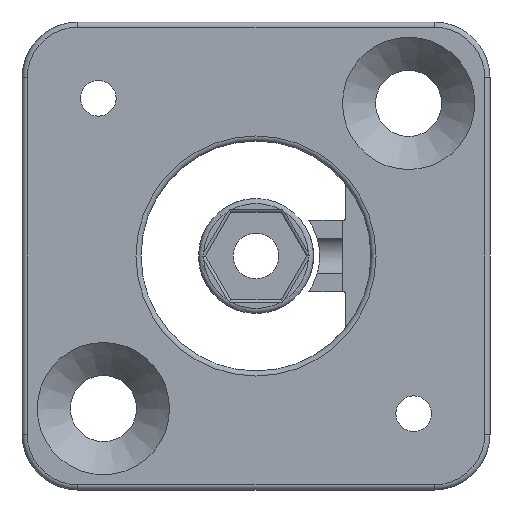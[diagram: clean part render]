
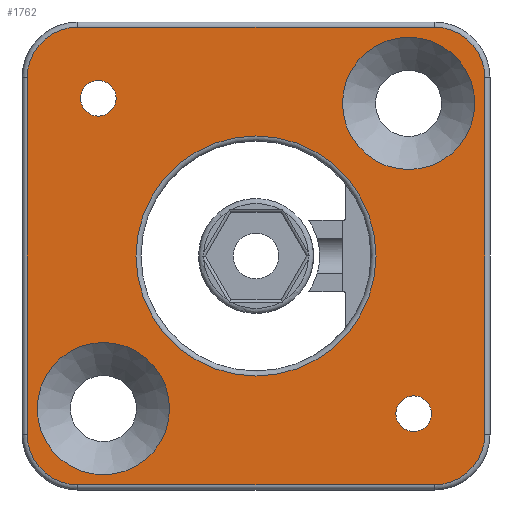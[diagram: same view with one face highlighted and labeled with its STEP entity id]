
A CAD part, front view. The second image highlights one B-rep face of the part: STEP entity #1762.
In plain terms, the highlighted planar face has unit normal (0, -1, 0).
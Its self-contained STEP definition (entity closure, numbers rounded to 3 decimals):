
#43=FACE_BOUND('',#293,.T.);
#44=FACE_BOUND('',#294,.T.);
#45=FACE_BOUND('',#295,.T.);
#46=FACE_BOUND('',#296,.T.);
#47=FACE_BOUND('',#297,.T.);
#185=FACE_OUTER_BOUND('',#292,.T.);
#292=EDGE_LOOP('',(#1499,#1500,#1501,#1502,#1503,#1504,#1505,#1506));
#293=EDGE_LOOP('',(#1507));
#294=EDGE_LOOP('',(#1508));
#295=EDGE_LOOP('',(#1509));
#296=EDGE_LOOP('',(#1510));
#297=EDGE_LOOP('',(#1511,#1512));
#390=CIRCLE('',#1936,11.8);
#391=CIRCLE('',#1937,11.8);
#393=CIRCLE('',#1940,5.);
#394=CIRCLE('',#1941,5.);
#395=CIRCLE('',#1942,5.);
#396=CIRCLE('',#1943,5.);
#397=CIRCLE('',#1944,6.5);
#398=CIRCLE('',#1945,1.75);
#399=CIRCLE('',#1946,1.75);
#400=CIRCLE('',#1947,6.5);
#528=LINE('',#3316,#667);
#529=LINE('',#3320,#668);
#530=LINE('',#3324,#669);
#531=LINE('',#3327,#670);
#667=VECTOR('',#2369,10.);
#668=VECTOR('',#2372,10.);
#669=VECTOR('',#2375,10.);
#670=VECTOR('',#2378,10.);
#826=VERTEX_POINT('',#3305);
#827=VERTEX_POINT('',#3307);
#828=VERTEX_POINT('',#3312);
#829=VERTEX_POINT('',#3313);
#830=VERTEX_POINT('',#3315);
#831=VERTEX_POINT('',#3317);
#832=VERTEX_POINT('',#3319);
#833=VERTEX_POINT('',#3321);
#834=VERTEX_POINT('',#3323);
#835=VERTEX_POINT('',#3325);
#836=VERTEX_POINT('',#3328);
#837=VERTEX_POINT('',#3330);
#838=VERTEX_POINT('',#3332);
#839=VERTEX_POINT('',#3334);
#1054=EDGE_CURVE('',#826,#827,#390,.T.);
#1055=EDGE_CURVE('',#827,#826,#391,.T.);
#1057=EDGE_CURVE('',#828,#829,#393,.T.);
#1058=EDGE_CURVE('',#830,#828,#528,.T.);
#1059=EDGE_CURVE('',#831,#830,#394,.T.);
#1060=EDGE_CURVE('',#832,#831,#529,.T.);
#1061=EDGE_CURVE('',#833,#832,#395,.T.);
#1062=EDGE_CURVE('',#834,#833,#530,.T.);
#1063=EDGE_CURVE('',#835,#834,#396,.T.);
#1064=EDGE_CURVE('',#829,#835,#531,.T.);
#1065=EDGE_CURVE('',#836,#836,#397,.T.);
#1066=EDGE_CURVE('',#837,#837,#398,.T.);
#1067=EDGE_CURVE('',#838,#838,#399,.T.);
#1068=EDGE_CURVE('',#839,#839,#400,.T.);
#1499=ORIENTED_EDGE('',*,*,#1057,.F.);
#1500=ORIENTED_EDGE('',*,*,#1058,.F.);
#1501=ORIENTED_EDGE('',*,*,#1059,.F.);
#1502=ORIENTED_EDGE('',*,*,#1060,.F.);
#1503=ORIENTED_EDGE('',*,*,#1061,.F.);
#1504=ORIENTED_EDGE('',*,*,#1062,.F.);
#1505=ORIENTED_EDGE('',*,*,#1063,.F.);
#1506=ORIENTED_EDGE('',*,*,#1064,.F.);
#1507=ORIENTED_EDGE('',*,*,#1065,.F.);
#1508=ORIENTED_EDGE('',*,*,#1066,.F.);
#1509=ORIENTED_EDGE('',*,*,#1067,.F.);
#1510=ORIENTED_EDGE('',*,*,#1068,.F.);
#1511=ORIENTED_EDGE('',*,*,#1055,.F.);
#1512=ORIENTED_EDGE('',*,*,#1054,.F.);
#1686=PLANE('',#1939);
#1762=ADVANCED_FACE('',(#185,#43,#44,#45,#46,#47),#1686,.F.);
#1936=AXIS2_PLACEMENT_3D('',#3308,#2359,#2360);
#1937=AXIS2_PLACEMENT_3D('',#3309,#2361,#2362);
#1939=AXIS2_PLACEMENT_3D('',#3311,#2365,#2366);
#1940=AXIS2_PLACEMENT_3D('',#3314,#2367,#2368);
#1941=AXIS2_PLACEMENT_3D('',#3318,#2370,#2371);
#1942=AXIS2_PLACEMENT_3D('',#3322,#2373,#2374);
#1943=AXIS2_PLACEMENT_3D('',#3326,#2376,#2377);
#1944=AXIS2_PLACEMENT_3D('',#3329,#2379,#2380);
#1945=AXIS2_PLACEMENT_3D('',#3331,#2381,#2382);
#1946=AXIS2_PLACEMENT_3D('',#3333,#2383,#2384);
#1947=AXIS2_PLACEMENT_3D('',#3335,#2385,#2386);
#2359=DIRECTION('center_axis',(0.,-1.,0.));
#2360=DIRECTION('ref_axis',(1.,0.,0.));
#2361=DIRECTION('center_axis',(0.,-1.,0.));
#2362=DIRECTION('ref_axis',(1.,0.,0.));
#2365=DIRECTION('center_axis',(0.,1.,0.));
#2366=DIRECTION('ref_axis',(1.,0.,0.));
#2367=DIRECTION('center_axis',(0.,1.,0.));
#2368=DIRECTION('ref_axis',(0.707,0.,-0.707));
#2369=DIRECTION('',(0.,0.,-1.));
#2370=DIRECTION('center_axis',(0.,1.,0.));
#2371=DIRECTION('ref_axis',(0.707,0.,0.707));
#2372=DIRECTION('',(1.,0.,0.));
#2373=DIRECTION('center_axis',(0.,1.,0.));
#2374=DIRECTION('ref_axis',(-0.707,0.,0.707));
#2375=DIRECTION('',(0.,0.,1.));
#2376=DIRECTION('center_axis',(0.,1.,0.));
#2377=DIRECTION('ref_axis',(-0.707,0.,-0.707));
#2378=DIRECTION('',(-1.,0.,0.));
#2379=DIRECTION('center_axis',(0.,-1.,0.));
#2380=DIRECTION('ref_axis',(1.,0.,0.));
#2381=DIRECTION('center_axis',(0.,-1.,0.));
#2382=DIRECTION('ref_axis',(1.,0.,0.));
#2383=DIRECTION('center_axis',(0.,-1.,0.));
#2384=DIRECTION('ref_axis',(1.,0.,0.));
#2385=DIRECTION('center_axis',(0.,-1.,0.));
#2386=DIRECTION('ref_axis',(1.,0.,0.));
#3305=CARTESIAN_POINT('',(0.,-5.,11.8));
#3307=CARTESIAN_POINT('',(-11.8,-5.,0.));
#3308=CARTESIAN_POINT('Origin',(0.,-5.,0.));
#3309=CARTESIAN_POINT('Origin',(0.,-5.,0.));
#3311=CARTESIAN_POINT('Origin',(0.,-5.,0.));
#3312=CARTESIAN_POINT('',(22.5,-5.,-17.5));
#3313=CARTESIAN_POINT('',(17.5,-5.,-22.5));
#3314=CARTESIAN_POINT('Origin',(17.5,-5.,-17.5));
#3315=CARTESIAN_POINT('',(22.5,-5.,17.5));
#3316=CARTESIAN_POINT('',(22.5,-5.,8.75));
#3317=CARTESIAN_POINT('',(17.5,-5.,22.5));
#3318=CARTESIAN_POINT('Origin',(17.5,-5.,17.5));
#3319=CARTESIAN_POINT('',(-17.5,-5.,22.5));
#3320=CARTESIAN_POINT('',(-8.75,-5.,22.5));
#3321=CARTESIAN_POINT('',(-22.5,-5.,17.5));
#3322=CARTESIAN_POINT('Origin',(-17.5,-5.,17.5));
#3323=CARTESIAN_POINT('',(-22.5,-5.,-17.5));
#3324=CARTESIAN_POINT('',(-22.5,-5.,-8.75));
#3325=CARTESIAN_POINT('',(-17.5,-5.,-22.5));
#3326=CARTESIAN_POINT('Origin',(-17.5,-5.,-17.5));
#3327=CARTESIAN_POINT('',(8.75,-5.,-22.5));
#3328=CARTESIAN_POINT('',(8.5,-5.,15.));
#3329=CARTESIAN_POINT('Origin',(15.,-5.,15.));
#3330=CARTESIAN_POINT('',(13.75,-5.,-15.5));
#3331=CARTESIAN_POINT('Origin',(15.5,-5.,-15.5));
#3332=CARTESIAN_POINT('',(-17.25,-5.,15.5));
#3333=CARTESIAN_POINT('Origin',(-15.5,-5.,15.5));
#3334=CARTESIAN_POINT('',(-21.5,-5.,-15.));
#3335=CARTESIAN_POINT('Origin',(-15.,-5.,-15.));
